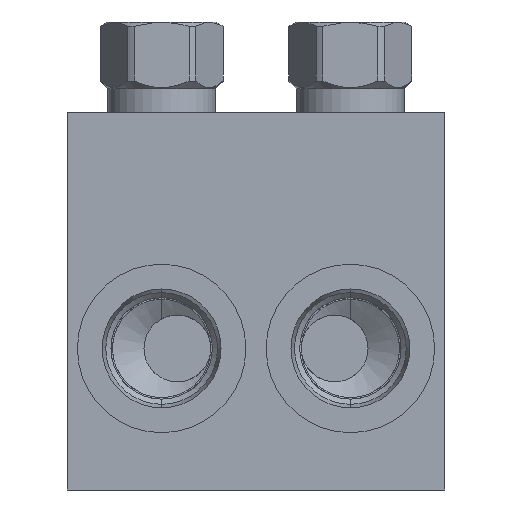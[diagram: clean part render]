
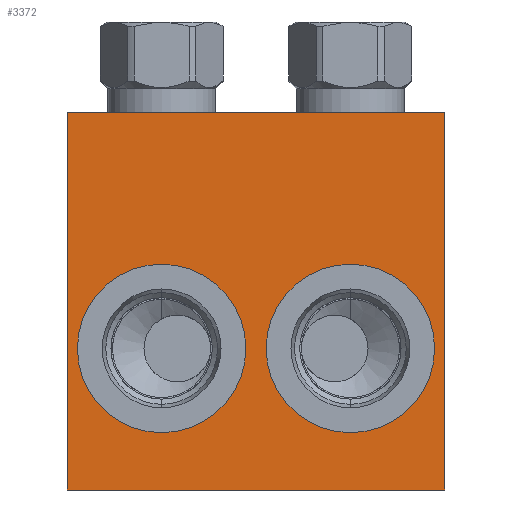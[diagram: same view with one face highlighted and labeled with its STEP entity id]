
A CAD part, left-side view. The second image highlights one B-rep face of the part: STEP entity #3372.
In plain terms, the highlighted planar face has unit normal (-1, 0, 0).
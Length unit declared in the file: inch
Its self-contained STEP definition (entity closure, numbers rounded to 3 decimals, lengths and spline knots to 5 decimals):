
#1=DIRECTION('',(0.,-1.,0.));
#2=VECTOR('',#1,3.);
#3=CARTESIAN_POINT('',(0.,0.,0.));
#4=LINE('',#3,#2);
#27=DIRECTION('',(0.,0.,1.));
#28=VECTOR('',#27,3.);
#29=CARTESIAN_POINT('',(0.,0.,0.));
#30=LINE('',#29,#28);
#31=CARTESIAN_POINT('',(0.,-0.75,1.125));
#32=DIRECTION('',(1.,0.,0.));
#33=DIRECTION('',(0.,0.,-1.));
#34=AXIS2_PLACEMENT_3D('',#31,#32,#33);
#36=CARTESIAN_POINT('',(0.,-0.75,1.125));
#37=DIRECTION('',(1.,0.,0.));
#38=DIRECTION('',(0.,0.,1.));
#39=AXIS2_PLACEMENT_3D('',#36,#37,#38);
#41=CARTESIAN_POINT('',(0.,-2.25,1.125));
#42=DIRECTION('',(1.,0.,0.));
#43=DIRECTION('',(0.,0.,-1.));
#44=AXIS2_PLACEMENT_3D('',#41,#42,#43);
#46=CARTESIAN_POINT('',(0.,-2.25,1.125));
#47=DIRECTION('',(1.,0.,0.));
#48=DIRECTION('',(0.,0.,1.));
#49=AXIS2_PLACEMENT_3D('',#46,#47,#48);
#119=DIRECTION('',(0.,0.,1.));
#120=VECTOR('',#119,3.);
#121=CARTESIAN_POINT('',(0.,-3.,0.));
#122=LINE('',#121,#120);
#143=DIRECTION('',(0.,-1.,0.));
#144=VECTOR('',#143,3.);
#145=CARTESIAN_POINT('',(0.,0.,3.));
#146=LINE('',#145,#144);
#2902=CARTESIAN_POINT('',(0.,0.,0.));
#2903=CARTESIAN_POINT('',(0.,-3.,0.));
#2904=VERTEX_POINT('',#2902);
#2905=VERTEX_POINT('',#2903);
#2910=CARTESIAN_POINT('',(0.,0.,3.));
#2911=CARTESIAN_POINT('',(0.,-3.,3.));
#2912=VERTEX_POINT('',#2910);
#2913=VERTEX_POINT('',#2911);
#3184=CARTESIAN_POINT('',(0.,-0.75,0.4555));
#3186=VERTEX_POINT('',#3184);
#3188=CARTESIAN_POINT('',(0.,-0.75,1.7945));
#3190=VERTEX_POINT('',#3188);
#3221=CARTESIAN_POINT('',(0.,-2.25,0.4555));
#3223=VERTEX_POINT('',#3221);
#3225=CARTESIAN_POINT('',(0.,-2.25,1.7945));
#3227=VERTEX_POINT('',#3225);
#3346=CARTESIAN_POINT('',(0.,0.,0.));
#3347=DIRECTION('',(-1.,0.,0.));
#3348=DIRECTION('',(0.,-1.,0.));
#3349=AXIS2_PLACEMENT_3D('',#3346,#3347,#3348);
#3350=PLANE('',#3349);
#3351=ORIENTED_EDGE('',*,*,#3329,.F.);
#3353=ORIENTED_EDGE('',*,*,#3352,.T.);
#3355=ORIENTED_EDGE('',*,*,#3354,.T.);
#3357=ORIENTED_EDGE('',*,*,#3356,.F.);
#3358=EDGE_LOOP('',(#3351,#3353,#3355,#3357));
#3359=FACE_OUTER_BOUND('',#3358,.F.);
#3361=ORIENTED_EDGE('',*,*,#3360,.F.);
#3363=ORIENTED_EDGE('',*,*,#3362,.F.);
#3364=EDGE_LOOP('',(#3361,#3363));
#3365=FACE_BOUND('',#3364,.F.);
#3367=ORIENTED_EDGE('',*,*,#3366,.F.);
#3369=ORIENTED_EDGE('',*,*,#3368,.F.);
#3370=EDGE_LOOP('',(#3367,#3369));
#3371=FACE_BOUND('',#3370,.F.);
#3372=ADVANCED_FACE('',(#3359,#3365,#3371),#3350,.T.);
#35=CIRCLE('',#34,0.6695);
#40=CIRCLE('',#39,0.6695);
#45=CIRCLE('',#44,0.6695);
#50=CIRCLE('',#49,0.6695);
#3329=EDGE_CURVE('',#2904,#2905,#4,.T.);
#3352=EDGE_CURVE('',#2904,#2912,#30,.T.);
#3354=EDGE_CURVE('',#2912,#2913,#146,.T.);
#3356=EDGE_CURVE('',#2905,#2913,#122,.T.);
#3360=EDGE_CURVE('',#3186,#3190,#35,.T.);
#3362=EDGE_CURVE('',#3190,#3186,#40,.T.);
#3366=EDGE_CURVE('',#3223,#3227,#45,.T.);
#3368=EDGE_CURVE('',#3227,#3223,#50,.T.);
